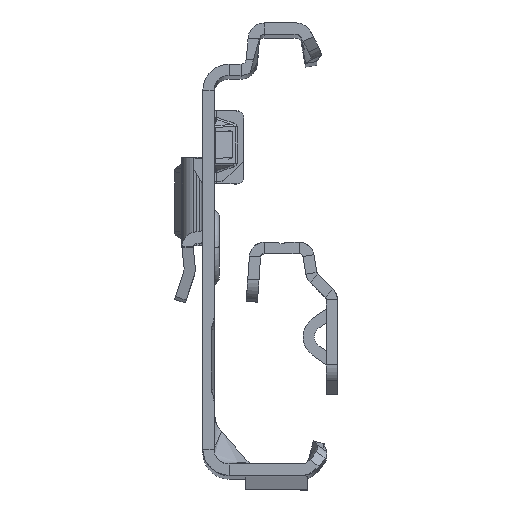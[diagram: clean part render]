
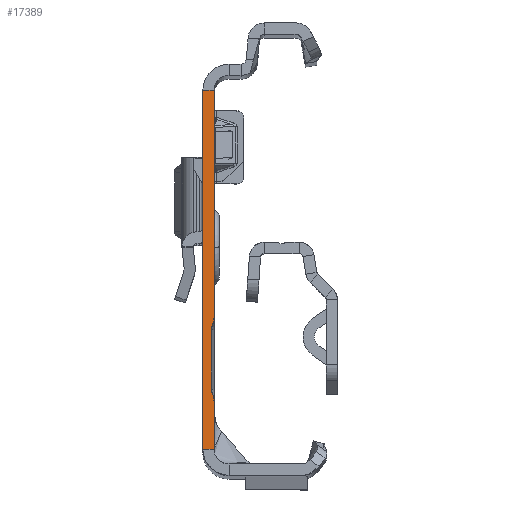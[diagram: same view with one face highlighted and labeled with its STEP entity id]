
A CAD part, top view. The second image highlights one B-rep face of the part: STEP entity #17389.
In plain terms, the highlighted planar face has unit normal (0, 0, 1).
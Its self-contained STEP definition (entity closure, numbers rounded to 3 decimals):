
#34 = CARTESIAN_POINT ( 'NONE',  ( 0., -19.499, 0. ) ) ;
#69 = DIRECTION ( 'NONE',  ( 1., 0., 0. ) ) ;
#87 = EDGE_CURVE ( 'NONE', #19563, #9067, #3312, .T. ) ;
#1120 = ORIENTED_EDGE ( 'NONE', *, *, #19604, .F. ) ;
#1309 = LINE ( 'NONE', #5766, #2116 ) ;
#2102 = CIRCLE ( 'NONE', #9009, 2.5 ) ;
#2116 = VECTOR ( 'NONE', #9558, 1000. ) ;
#2120 = AXIS2_PLACEMENT_3D ( 'NONE', #12484, #20736, #2221 ) ;
#2221 = DIRECTION ( 'NONE',  ( 0., -1., 0. ) ) ;
#2335 = CARTESIAN_POINT ( 'NONE',  ( -0.4, -9.865, 0. ) ) ;
#2647 = DIRECTION ( 'NONE',  ( -1., 0., 0. ) ) ;
#3312 = LINE ( 'NONE', #20842, #6227 ) ;
#3374 = LINE ( 'NONE', #15362, #12878 ) ;
#3404 = LINE ( 'NONE', #16212, #14553 ) ;
#3502 = DIRECTION ( 'NONE',  ( -1., 0., 0. ) ) ;
#3617 = EDGE_CURVE ( 'NONE', #20716, #19885, #24008, .T. ) ;
#4115 = DIRECTION ( 'NONE',  ( 0., -1., 0. ) ) ;
#4281 = CARTESIAN_POINT ( 'NONE',  ( 0.6, -17.865, 0. ) ) ;
#4811 = LINE ( 'NONE', #23584, #18723 ) ;
#4856 = CARTESIAN_POINT ( 'NONE',  ( -0.306, -9.443, 0. ) ) ;
#4958 = DIRECTION ( 'NONE',  ( 0., 0., -1. ) ) ;
#5228 = VERTEX_POINT ( 'NONE', #25422 ) ;
#5766 = CARTESIAN_POINT ( 'NONE',  ( 0., 24.135, 0. ) ) ;
#5805 = VERTEX_POINT ( 'NONE', #20659 ) ;
#6189 = DIRECTION ( 'NONE',  ( -1., 0., 0. ) ) ;
#6227 = VECTOR ( 'NONE', #26654, 1000. ) ;
#6445 = VECTOR ( 'NONE', #20707, 1000. ) ;
#6577 = CARTESIAN_POINT ( 'NONE',  ( 0.6, -9.865, 0. ) ) ;
#6659 = LINE ( 'NONE', #2335, #23817 ) ;
#6668 = VERTEX_POINT ( 'NONE', #11029 ) ;
#6683 = CARTESIAN_POINT ( 'NONE',  ( -2.5, -8.231, 0. ) ) ;
#6686 = EDGE_CURVE ( 'NONE', #19885, #17609, #2102, .T. ) ;
#6981 = CARTESIAN_POINT ( 'NONE',  ( -2.5, -19.499, 0. ) ) ;
#7382 = EDGE_CURVE ( 'NONE', #19563, #10544, #3374, .T. ) ;
#7680 = CARTESIAN_POINT ( 'NONE',  ( 0., 22.135, 0. ) ) ;
#7822 = ORIENTED_EDGE ( 'NONE', *, *, #7382, .T. ) ;
#8022 = EDGE_CURVE ( 'NONE', #5228, #20716, #11773, .T. ) ;
#8319 = EDGE_CURVE ( 'NONE', #5805, #5228, #6659, .T. ) ;
#8793 = EDGE_LOOP ( 'NONE', ( #14429, #13884, #7822, #18229, #9367, #1120, #11758, #24545, #15035, #25078, #23155, #16803 ) ) ;
#9004 = AXIS2_PLACEMENT_3D ( 'NONE', #6683, #10468, #14642 ) ;
#9009 = AXIS2_PLACEMENT_3D ( 'NONE', #6981, #4958, #13168 ) ;
#9067 = VERTEX_POINT ( 'NONE', #25316 ) ;
#9164 = CARTESIAN_POINT ( 'NONE',  ( -0.234, -18.442, 0. ) ) ;
#9367 = ORIENTED_EDGE ( 'NONE', *, *, #12025, .F. ) ;
#9558 = DIRECTION ( 'NONE',  ( 0., -1., 0. ) ) ;
#10468 = DIRECTION ( 'NONE',  ( 0., 0., -1. ) ) ;
#10544 = VERTEX_POINT ( 'NONE', #20542 ) ;
#11029 = CARTESIAN_POINT ( 'NONE',  ( -0.234, -9.288, 0. ) ) ;
#11699 = CARTESIAN_POINT ( 'NONE',  ( -1.5, -25.865, 0. ) ) ;
#11758 = ORIENTED_EDGE ( 'NONE', *, *, #6686, .F. ) ;
#11773 = CIRCLE ( 'NONE', #13956, 1. ) ;
#11993 = EDGE_CURVE ( 'NONE', #14594, #5805, #23886, .T. ) ;
#12025 = EDGE_CURVE ( 'NONE', #23003, #17039, #4811, .T. ) ;
#12484 = CARTESIAN_POINT ( 'NONE',  ( -1.5, 24.135, 0. ) ) ;
#12634 = CARTESIAN_POINT ( 'NONE',  ( 0., -25.865, 0. ) ) ;
#12878 = VECTOR ( 'NONE', #3502, 1000. ) ;
#13082 = AXIS2_PLACEMENT_3D ( 'NONE', #6577, #18997, #6189 ) ;
#13168 = DIRECTION ( 'NONE',  ( 1., 0., 0. ) ) ;
#13884 = ORIENTED_EDGE ( 'NONE', *, *, #87, .F. ) ;
#13956 = AXIS2_PLACEMENT_3D ( 'NONE', #4281, #18585, #69 ) ;
#14429 = ORIENTED_EDGE ( 'NONE', *, *, #17370, .F. ) ;
#14526 = VECTOR ( 'NONE', #21715, 1000. ) ;
#14553 = VECTOR ( 'NONE', #24454, 1000. ) ;
#14594 = VERTEX_POINT ( 'NONE', #4856 ) ;
#14642 = DIRECTION ( 'NONE',  ( -1., 0., 0. ) ) ;
#15035 = ORIENTED_EDGE ( 'NONE', *, *, #8022, .F. ) ;
#15362 = CARTESIAN_POINT ( 'NONE',  ( 0., 22.135, 0. ) ) ;
#16212 = CARTESIAN_POINT ( 'NONE',  ( -1.5, 24.135, 0. ) ) ;
#16803 = ORIENTED_EDGE ( 'NONE', *, *, #17690, .F. ) ;
#16944 = FACE_OUTER_BOUND ( 'NONE', #8793, .T. ) ;
#17039 = VERTEX_POINT ( 'NONE', #11699 ) ;
#17370 = EDGE_CURVE ( 'NONE', #9067, #6668, #18512, .T. ) ;
#17389 = ADVANCED_FACE ( 'NONE', ( #16944 ), #22881, .T. ) ;
#17609 = VERTEX_POINT ( 'NONE', #34 ) ;
#17690 = EDGE_CURVE ( 'NONE', #6668, #14594, #19063, .T. ) ;
#17925 = EDGE_CURVE ( 'NONE', #10544, #17039, #3404, .T. ) ;
#18229 = ORIENTED_EDGE ( 'NONE', *, *, #17925, .T. ) ;
#18512 = CIRCLE ( 'NONE', #9004, 2.5 ) ;
#18585 = DIRECTION ( 'NONE',  ( 0., 0., 1. ) ) ;
#18723 = VECTOR ( 'NONE', #2647, 1000. ) ;
#18997 = DIRECTION ( 'NONE',  ( 0., 0., 1. ) ) ;
#19063 = LINE ( 'NONE', #20830, #6445 ) ;
#19107 = CARTESIAN_POINT ( 'NONE',  ( -0.234, -18.442, 0. ) ) ;
#19563 = VERTEX_POINT ( 'NONE', #7680 ) ;
#19604 = EDGE_CURVE ( 'NONE', #17609, #23003, #1309, .T. ) ;
#19826 = CARTESIAN_POINT ( 'NONE',  ( -0.306, -18.288, 0. ) ) ;
#19885 = VERTEX_POINT ( 'NONE', #19107 ) ;
#20542 = CARTESIAN_POINT ( 'NONE',  ( -1.5, 22.135, 0. ) ) ;
#20659 = CARTESIAN_POINT ( 'NONE',  ( -0.4, -9.865, 0. ) ) ;
#20707 = DIRECTION ( 'NONE',  ( -0.423, -0.906, 0. ) ) ;
#20716 = VERTEX_POINT ( 'NONE', #19826 ) ;
#20736 = DIRECTION ( 'NONE',  ( 0., 0., 1. ) ) ;
#20830 = CARTESIAN_POINT ( 'NONE',  ( -0.234, -9.288, 0. ) ) ;
#20842 = CARTESIAN_POINT ( 'NONE',  ( 0., 24.135, 0. ) ) ;
#21715 = DIRECTION ( 'NONE',  ( 0.423, -0.906, 0. ) ) ;
#22881 = PLANE ( 'NONE',  #2120 ) ;
#23003 = VERTEX_POINT ( 'NONE', #12634 ) ;
#23155 = ORIENTED_EDGE ( 'NONE', *, *, #11993, .F. ) ;
#23584 = CARTESIAN_POINT ( 'NONE',  ( 0., -25.865, 0. ) ) ;
#23817 = VECTOR ( 'NONE', #4115, 1000. ) ;
#23886 = CIRCLE ( 'NONE', #13082, 1. ) ;
#24008 = LINE ( 'NONE', #9164, #14526 ) ;
#24454 = DIRECTION ( 'NONE',  ( 0., -1., 0. ) ) ;
#24545 = ORIENTED_EDGE ( 'NONE', *, *, #3617, .F. ) ;
#25078 = ORIENTED_EDGE ( 'NONE', *, *, #8319, .F. ) ;
#25316 = CARTESIAN_POINT ( 'NONE',  ( 0., -8.231, 0. ) ) ;
#25422 = CARTESIAN_POINT ( 'NONE',  ( -0.4, -17.865, 0. ) ) ;
#26654 = DIRECTION ( 'NONE',  ( 0., -1., 0. ) ) ;
